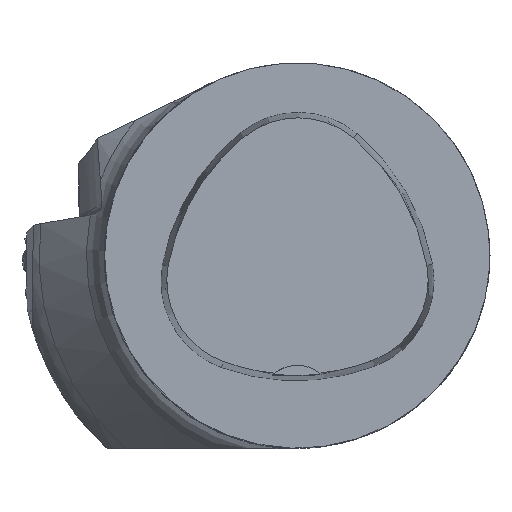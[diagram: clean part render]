
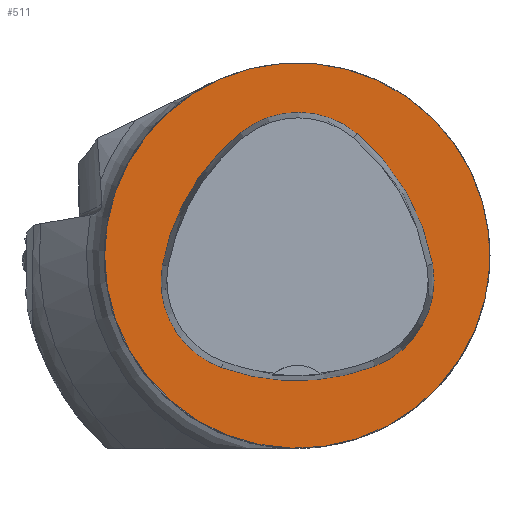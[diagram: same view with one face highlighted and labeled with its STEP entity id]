
A CAD part, top view. The second image highlights one B-rep face of the part: STEP entity #511.
In plain terms, the highlighted planar face has unit normal (0, 0, 1).
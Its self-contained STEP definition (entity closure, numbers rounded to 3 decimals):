
#184=PLANE('',#3946);
#511=ADVANCED_FACE('',(#1204,#1205),#184,.T.);
#1204=FACE_BOUND('',#1277,.T.);
#1205=FACE_BOUND('',#1278,.T.);
#1277=EDGE_LOOP('',(#1929,#1930,#1931,#1932,#1933,#1934));
#1278=EDGE_LOOP('',(#1935));
#1412=CIRCLE('',#3816,31.5);
#1442=CIRCLE('',#3924,36.);
#1444=CIRCLE('',#3927,15.);
#1446=CIRCLE('',#3930,36.);
#1448=CIRCLE('',#3933,15.);
#1452=CIRCLE('',#3938,36.);
#1454=CIRCLE('',#3941,15.);
#1929=ORIENTED_EDGE('',*,*,#3203,.T.);
#1930=ORIENTED_EDGE('',*,*,#3183,.T.);
#1931=ORIENTED_EDGE('',*,*,#3187,.T.);
#1932=ORIENTED_EDGE('',*,*,#3190,.T.);
#1933=ORIENTED_EDGE('',*,*,#3193,.T.);
#1934=ORIENTED_EDGE('',*,*,#3201,.T.);
#1935=ORIENTED_EDGE('',*,*,#3017,.F.);
#2659=VERTEX_POINT('',#5120);
#2768=VERTEX_POINT('',#5659);
#2769=VERTEX_POINT('',#5660);
#2772=VERTEX_POINT('',#5668);
#2774=VERTEX_POINT('',#5674);
#2776=VERTEX_POINT('',#5680);
#2783=VERTEX_POINT('',#5701);
#3017=EDGE_CURVE('',#2659,#2659,#1412,.T.);
#3183=EDGE_CURVE('',#2768,#2769,#1442,.T.);
#3187=EDGE_CURVE('',#2769,#2772,#1444,.T.);
#3190=EDGE_CURVE('',#2772,#2774,#1446,.T.);
#3193=EDGE_CURVE('',#2774,#2776,#1448,.T.);
#3201=EDGE_CURVE('',#2776,#2783,#1452,.T.);
#3203=EDGE_CURVE('',#2783,#2768,#1454,.T.);
#3816=AXIS2_PLACEMENT_3D('',#5119,#4147,#4148);
#3924=AXIS2_PLACEMENT_3D('',#5658,#4445,#4446);
#3927=AXIS2_PLACEMENT_3D('',#5667,#4453,#4454);
#3930=AXIS2_PLACEMENT_3D('',#5673,#4460,#4461);
#3933=AXIS2_PLACEMENT_3D('',#5679,#4467,#4468);
#3938=AXIS2_PLACEMENT_3D('',#5702,#4479,#4480);
#3941=AXIS2_PLACEMENT_3D('',#5705,#4485,#4486);
#3946=AXIS2_PLACEMENT_3D('',#5710,#4495,#4496);
#4147=DIRECTION('',(0.,0.,-1.));
#4148=DIRECTION('',(-1.,0.,0.));
#4445=DIRECTION('',(0.,0.,-1.));
#4446=DIRECTION('',(-1.,0.,0.));
#4453=DIRECTION('',(0.,0.,-1.));
#4454=DIRECTION('',(-1.,0.,0.));
#4460=DIRECTION('',(0.,0.,-1.));
#4461=DIRECTION('',(-1.,0.,0.));
#4467=DIRECTION('',(0.,0.,-1.));
#4468=DIRECTION('',(-1.,0.,0.));
#4479=DIRECTION('',(0.,0.,-1.));
#4480=DIRECTION('',(-1.,0.,0.));
#4485=DIRECTION('',(0.,0.,-1.));
#4486=DIRECTION('',(-1.,0.,0.));
#4495=DIRECTION('',(0.,0.,1.));
#4496=DIRECTION('',(1.,0.,0.));
#5119=CARTESIAN_POINT('',(0.,0.,0.));
#5120=CARTESIAN_POINT('',(-31.5,0.,0.));
#5658=CARTESIAN_POINT('',(13.398,-7.893,0.));
#5659=CARTESIAN_POINT('',(-22.041,-1.562,0.));
#5660=CARTESIAN_POINT('',(-9.317,20.036,0.));
#5667=CARTESIAN_POINT('',(0.148,8.399,0.));
#5668=CARTESIAN_POINT('',(9.779,19.898,0.));
#5673=CARTESIAN_POINT('',(-13.337,-7.7,0.));
#5674=CARTESIAN_POINT('',(22.122,-1.48,0.));
#5679=CARTESIAN_POINT('',(7.347,-4.071,0.));
#5680=CARTESIAN_POINT('',(12.693,-18.087,0.));
#5701=CARTESIAN_POINT('',(-12.373,-18.307,0.));
#5702=CARTESIAN_POINT('',(-0.137,15.55,0.));
#5705=CARTESIAN_POINT('',(-7.275,-4.2,0.));
#5710=CARTESIAN_POINT('',(0.,0.,0.));
